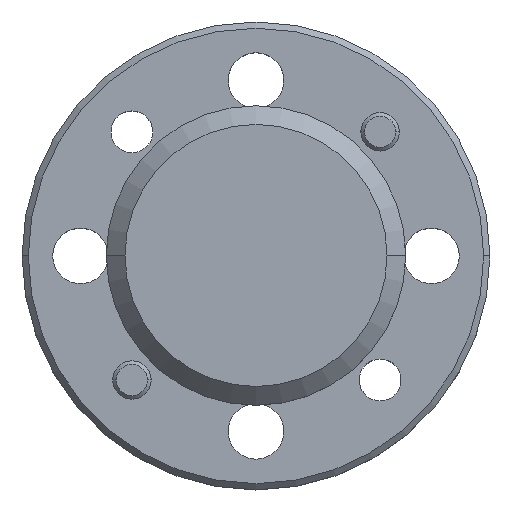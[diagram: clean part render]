
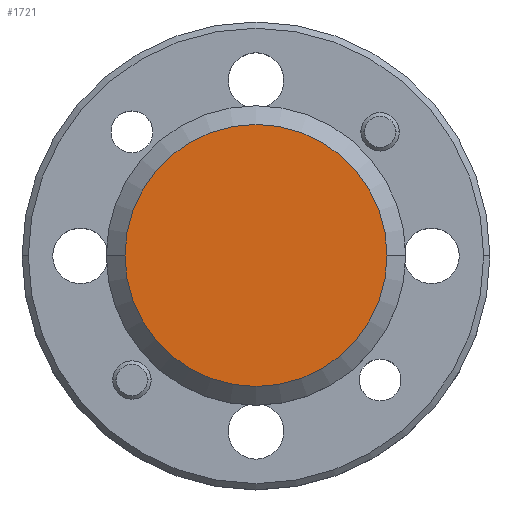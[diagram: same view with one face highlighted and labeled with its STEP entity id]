
A CAD part, top view. The second image highlights one B-rep face of the part: STEP entity #1721.
In plain terms, the highlighted planar face has unit normal (0, 0, 1).
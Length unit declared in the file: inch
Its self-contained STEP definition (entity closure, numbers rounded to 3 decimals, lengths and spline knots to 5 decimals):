
#196 = FACE_OUTER_BOUND ( 'NONE', #1811, .T. ) ;
#269 = CIRCLE ( 'NONE', #879, 0.21 ) ;
#391 = DIRECTION ( 'NONE',  ( 1., 0., 0. ) ) ;
#431 = ORIENTED_EDGE ( 'NONE', *, *, #1741, .T. ) ;
#477 = CARTESIAN_POINT ( 'NONE',  ( -0.21, 0., 0. ) ) ;
#489 = DIRECTION ( 'NONE',  ( 0., 0., 1. ) ) ;
#718 = CARTESIAN_POINT ( 'NONE',  ( 0., 0., 0. ) ) ;
#771 = CARTESIAN_POINT ( 'NONE',  ( 0.21, 0., 0. ) ) ;
#879 = AXIS2_PLACEMENT_3D ( 'NONE', #718, #1874, #391 ) ;
#957 = CARTESIAN_POINT ( 'NONE',  ( 0.19618, 0., 0. ) ) ;
#970 = EDGE_CURVE ( 'NONE', #1579, #1160, #269, .T. ) ;
#991 = DIRECTION ( 'NONE',  ( 0., 0., 1. ) ) ;
#1158 = DIRECTION ( 'NONE',  ( 1., 0., 0. ) ) ;
#1160 = VERTEX_POINT ( 'NONE', #477 ) ;
#1226 = AXIS2_PLACEMENT_3D ( 'NONE', #957, #991, #1469 ) ;
#1287 = CIRCLE ( 'NONE', #1339, 0.21 ) ;
#1339 = AXIS2_PLACEMENT_3D ( 'NONE', #1475, #489, #1158 ) ;
#1469 = DIRECTION ( 'NONE',  ( 1., 0., 0. ) ) ;
#1475 = CARTESIAN_POINT ( 'NONE',  ( 0., 0., 0. ) ) ;
#1579 = VERTEX_POINT ( 'NONE', #771 ) ;
#1678 = ORIENTED_EDGE ( 'NONE', *, *, #970, .T. ) ;
#1721 = ADVANCED_FACE ( 'NONE', ( #196 ), #1752, .T. ) ;
#1741 = EDGE_CURVE ( 'NONE', #1160, #1579, #1287, .T. ) ;
#1752 = PLANE ( 'NONE',  #1226 ) ;
#1811 = EDGE_LOOP ( 'NONE', ( #431, #1678 ) ) ;
#1874 = DIRECTION ( 'NONE',  ( 0., 0., 1. ) ) ;
